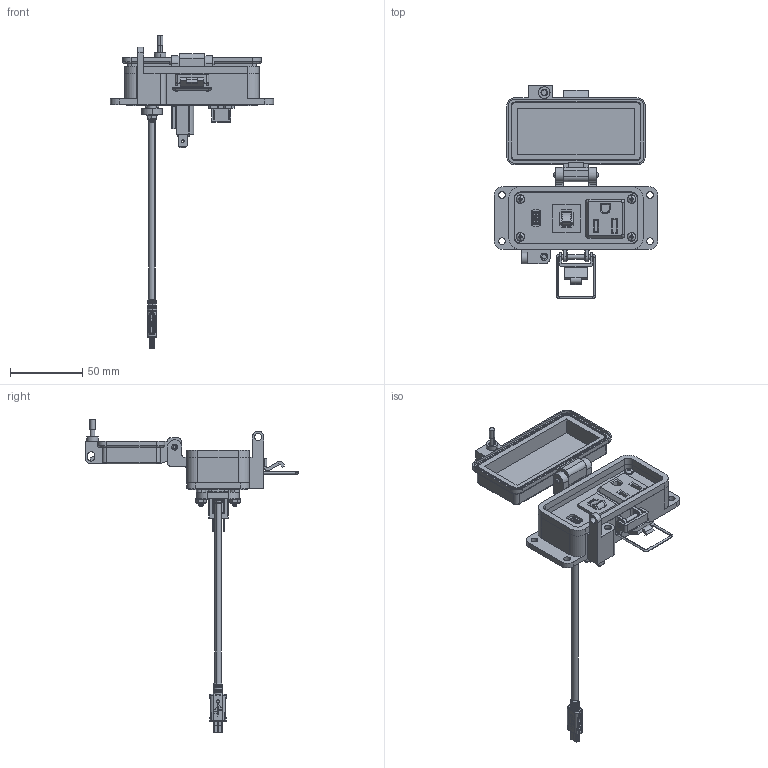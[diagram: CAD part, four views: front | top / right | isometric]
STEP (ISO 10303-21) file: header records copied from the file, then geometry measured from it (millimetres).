
FILE_DESCRIPTION (( 'STEP AP203' ), '1' );
FILE_NAME ('P-P42-F3R3_3D.STEP', '2020-04-07T13:37:55', ( '' ), ( '' ), 'SwSTEP 2.0', 'SolidWorks 2019', '' );
FILE_SCHEMA (( 'CONFIG_CONTROL_DESIGN' ));
Length unit declared in the file: millimetre
Products named in the file (16): CBX; Z-000-44011_8FH_91771A116; Z-CB-SM; Z-001-SPR_5_8; Z-200-OTLT-R0SQ; 92005A124_METRIC PAN HEAD PHILLIPS MACHINE SCREW_92005A124; P-P42-F3R3_FP060_1; R; -F3; P-P42-F3R3_BP180_1; P-P42-F3R3_TP180_1; P42; Z-H-F3_B; Z-020-3047M; Z-002-4401_4HN_90675A005; P-P42-F3R3_3D
Assembly tree (21 placements, depth 3):
  P-P42-F3R3_3D
    P-P42-F3R3_BP180_1
    P42
      Z-020-3047M
    P-P42-F3R3_TP180_1
    Z-000-44011_8FH_91771A116  x2
    Z-001-SPR_5_8  x2
    Z-002-4401_4HN_90675A005  x2
    P-P42-F3R3_FP060_1
    R
      Z-200-OTLT-R0SQ
    CBX
      Z-CB-SM
    -F3
      Z-H-F3_B
    92005A124_METRIC PAN HEAD PHILLIPS MACHINE SCREW_92005A124  x4
Bounding box: 113 x 147.61 x 216.96 mm (x, y, z)
Volume: 103323.9 mm3; surface area: 79544 mm2
Topology: 44 solids, 44 shells, 3032 faces, 8542 edges, 5626 vertices
Faces by surface type: cylinder 1498, plane 1145, bspline 234, cone 131, torus 16, sphere 8
Entity records: 90019 total; most frequent: CARTESIAN_POINT 35459, ORIENTED_EDGE 12212, DIRECTION 9395, EDGE_CURVE 6106, VERTEX_POINT 4019, LINE 3525, VECTOR 3525, AXIS2_PLACEMENT_3D 2935
